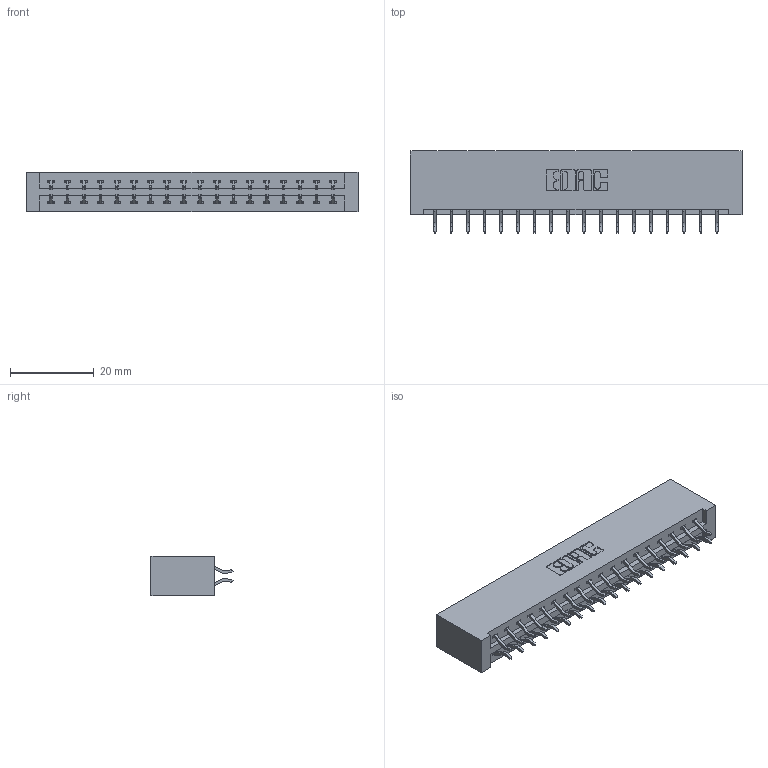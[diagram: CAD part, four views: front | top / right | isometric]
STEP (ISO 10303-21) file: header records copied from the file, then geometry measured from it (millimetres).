
FILE_DESCRIPTION (( 'STEP AP203' ), '1' );
FILE_NAME ('337-036-556-201.STEP', '2019-10-08T21:06:21', ( '' ), ( '' ), 'SwSTEP 2.0', 'SolidWorks 2016', '' );
FILE_SCHEMA (( 'CONFIG_CONTROL_DESIGN' ));
Length unit declared in the file: inch
Products named in the file (3): 337-036-556-201; 345-292-001_556 Tail; 337 Part_No Mounting Lugs
Assembly tree (37 placements, depth 2):
  337-036-556-201
    337 Part_No Mounting Lugs
    345-292-001_556 Tail  x36
Bounding box: 79.2 x 19.57 x 9.4 mm (x, y, z)
Volume: 8786.3 mm3; surface area: 9717.9 mm2
Topology: 37 solids, 37 shells, 2266 faces, 6731 edges, 4438 vertices
Faces by surface type: plane 1578, cylinder 688
Entity records: 17003 total; most frequent: CARTESIAN_POINT 2898, ORIENTED_EDGE 2822, DIRECTION 2491, EDGE_CURVE 1411, LINE 1283, VECTOR 1283, VERTEX_POINT 938, AXIS2_PLACEMENT_3D 604
